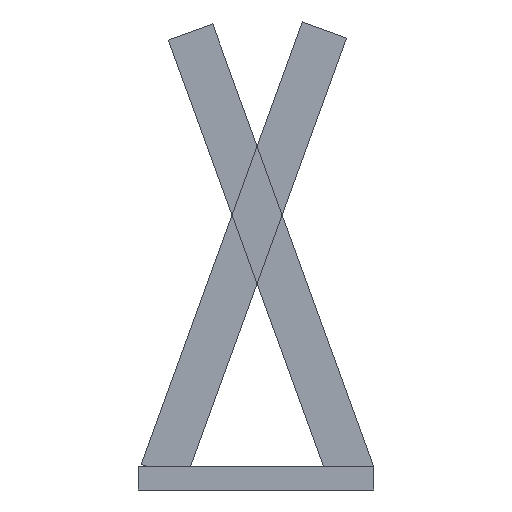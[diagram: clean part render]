
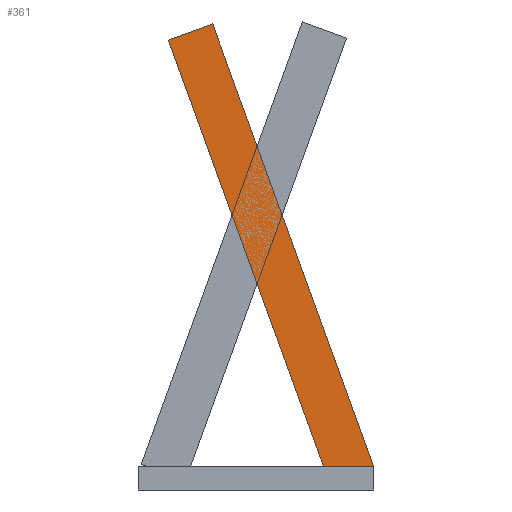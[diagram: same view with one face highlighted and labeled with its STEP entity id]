
A CAD part, left-side view. The second image highlights one B-rep face of the part: STEP entity #361.
In plain terms, the highlighted planar face has unit normal (-1, 0, 0).
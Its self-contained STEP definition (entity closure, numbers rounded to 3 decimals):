
#361 = ADVANCED_FACE('',(#362),#376,.F.);
#362 = FACE_BOUND('',#363,.F.);
#363 = EDGE_LOOP('',(#364,#399,#427,#455));
#364 = ORIENTED_EDGE('',*,*,#365,.F.);
#365 = EDGE_CURVE('',#366,#368,#370,.T.);
#366 = VERTEX_POINT('',#367);
#367 = CARTESIAN_POINT('',(0.15,0.,0.1));
#368 = VERTEX_POINT('',#369);
#369 = CARTESIAN_POINT('',(0.15,0.684,1.979));
#370 = SURFACE_CURVE('',#371,(#375,#387),.PCURVE_S1.);
#371 = LINE('',#372,#373);
#372 = CARTESIAN_POINT('',(0.15,0.,0.1));
#373 = VECTOR('',#374,1.);
#374 = DIRECTION('',(0.,0.342,0.94));
#375 = PCURVE('',#376,#381);
#376 = PLANE('',#377);
#377 = AXIS2_PLACEMENT_3D('',#378,#379,#380);
#378 = CARTESIAN_POINT('',(0.15,0.,0.1));
#379 = DIRECTION('',(1.,0.,0.));
#380 = DIRECTION('',(0.,0.342,0.94));
#381 = DEFINITIONAL_REPRESENTATION('',(#382),#386);
#382 = LINE('',#383,#384);
#383 = CARTESIAN_POINT('',(0.,0.));
#384 = VECTOR('',#385,1.);
#385 = DIRECTION('',(1.,0.));
#386 = ( GEOMETRIC_REPRESENTATION_CONTEXT(2) 
PARAMETRIC_REPRESENTATION_CONTEXT() REPRESENTATION_CONTEXT('2D SPACE',''
  ) );
#387 = PCURVE('',#388,#393);
#388 = PLANE('',#389);
#389 = AXIS2_PLACEMENT_3D('',#390,#391,#392);
#390 = CARTESIAN_POINT('',(0.15,0.,0.1));
#391 = DIRECTION('',(0.,0.94,-0.342));
#392 = DIRECTION('',(0.,0.342,0.94));
#393 = DEFINITIONAL_REPRESENTATION('',(#394),#398);
#394 = LINE('',#395,#396);
#395 = CARTESIAN_POINT('',(0.,0.));
#396 = VECTOR('',#397,1.);
#397 = DIRECTION('',(1.,0.));
#398 = ( GEOMETRIC_REPRESENTATION_CONTEXT(2) 
PARAMETRIC_REPRESENTATION_CONTEXT() REPRESENTATION_CONTEXT('2D SPACE',''
  ) );
#399 = ORIENTED_EDGE('',*,*,#400,.T.);
#400 = EDGE_CURVE('',#366,#401,#403,.T.);
#401 = VERTEX_POINT('',#402);
#402 = CARTESIAN_POINT('',(0.15,0.188,0.032));
#403 = SURFACE_CURVE('',#404,(#408,#415),.PCURVE_S1.);
#404 = LINE('',#405,#406);
#405 = CARTESIAN_POINT('',(0.15,0.,0.1));
#406 = VECTOR('',#407,1.);
#407 = DIRECTION('',(0.,0.94,-0.342));
#408 = PCURVE('',#376,#409);
#409 = DEFINITIONAL_REPRESENTATION('',(#410),#414);
#410 = LINE('',#411,#412);
#411 = CARTESIAN_POINT('',(0.,0.));
#412 = VECTOR('',#413,1.);
#413 = DIRECTION('',(0.,-1.));
#414 = ( GEOMETRIC_REPRESENTATION_CONTEXT(2) 
PARAMETRIC_REPRESENTATION_CONTEXT() REPRESENTATION_CONTEXT('2D SPACE',''
  ) );
#415 = PCURVE('',#416,#421);
#416 = PLANE('',#417);
#417 = AXIS2_PLACEMENT_3D('',#418,#419,#420);
#418 = CARTESIAN_POINT('',(0.15,0.,0.1));
#419 = DIRECTION('',(0.,0.342,0.94));
#420 = DIRECTION('',(1.,0.,0.));
#421 = DEFINITIONAL_REPRESENTATION('',(#422),#426);
#422 = LINE('',#423,#424);
#423 = CARTESIAN_POINT('',(0.,0.));
#424 = VECTOR('',#425,1.);
#425 = DIRECTION('',(0.,1.));
#426 = ( GEOMETRIC_REPRESENTATION_CONTEXT(2) 
PARAMETRIC_REPRESENTATION_CONTEXT() REPRESENTATION_CONTEXT('2D SPACE',''
  ) );
#427 = ORIENTED_EDGE('',*,*,#428,.T.);
#428 = EDGE_CURVE('',#401,#429,#431,.T.);
#429 = VERTEX_POINT('',#430);
#430 = CARTESIAN_POINT('',(0.15,0.872,1.911));
#431 = SURFACE_CURVE('',#432,(#436,#443),.PCURVE_S1.);
#432 = LINE('',#433,#434);
#433 = CARTESIAN_POINT('',(0.15,0.188,0.032));
#434 = VECTOR('',#435,1.);
#435 = DIRECTION('',(0.,0.342,0.94));
#436 = PCURVE('',#376,#437);
#437 = DEFINITIONAL_REPRESENTATION('',(#438),#442);
#438 = LINE('',#439,#440);
#439 = CARTESIAN_POINT('',(0.,-0.2));
#440 = VECTOR('',#441,1.);
#441 = DIRECTION('',(1.,0.));
#442 = ( GEOMETRIC_REPRESENTATION_CONTEXT(2) 
PARAMETRIC_REPRESENTATION_CONTEXT() REPRESENTATION_CONTEXT('2D SPACE',''
  ) );
#443 = PCURVE('',#444,#449);
#444 = PLANE('',#445);
#445 = AXIS2_PLACEMENT_3D('',#446,#447,#448);
#446 = CARTESIAN_POINT('',(0.15,0.188,0.032));
#447 = DIRECTION('',(0.,0.94,-0.342));
#448 = DIRECTION('',(0.,0.342,0.94));
#449 = DEFINITIONAL_REPRESENTATION('',(#450),#454);
#450 = LINE('',#451,#452);
#451 = CARTESIAN_POINT('',(0.,0.));
#452 = VECTOR('',#453,1.);
#453 = DIRECTION('',(1.,0.));
#454 = ( GEOMETRIC_REPRESENTATION_CONTEXT(2) 
PARAMETRIC_REPRESENTATION_CONTEXT() REPRESENTATION_CONTEXT('2D SPACE',''
  ) );
#455 = ORIENTED_EDGE('',*,*,#456,.F.);
#456 = EDGE_CURVE('',#368,#429,#457,.T.);
#457 = SURFACE_CURVE('',#458,(#462,#469),.PCURVE_S1.);
#458 = LINE('',#459,#460);
#459 = CARTESIAN_POINT('',(0.15,0.684,1.979));
#460 = VECTOR('',#461,1.);
#461 = DIRECTION('',(0.,0.94,-0.342));
#462 = PCURVE('',#376,#463);
#463 = DEFINITIONAL_REPRESENTATION('',(#464),#468);
#464 = LINE('',#465,#466);
#465 = CARTESIAN_POINT('',(2.,0.));
#466 = VECTOR('',#467,1.);
#467 = DIRECTION('',(0.,-1.));
#468 = ( GEOMETRIC_REPRESENTATION_CONTEXT(2) 
PARAMETRIC_REPRESENTATION_CONTEXT() REPRESENTATION_CONTEXT('2D SPACE',''
  ) );
#469 = PCURVE('',#470,#475);
#470 = PLANE('',#471);
#471 = AXIS2_PLACEMENT_3D('',#472,#473,#474);
#472 = CARTESIAN_POINT('',(0.15,0.684,1.979));
#473 = DIRECTION('',(0.,0.342,0.94));
#474 = DIRECTION('',(1.,0.,0.));
#475 = DEFINITIONAL_REPRESENTATION('',(#476),#480);
#476 = LINE('',#477,#478);
#477 = CARTESIAN_POINT('',(0.,0.));
#478 = VECTOR('',#479,1.);
#479 = DIRECTION('',(0.,1.));
#480 = ( GEOMETRIC_REPRESENTATION_CONTEXT(2) 
PARAMETRIC_REPRESENTATION_CONTEXT() REPRESENTATION_CONTEXT('2D SPACE',''
  ) );
